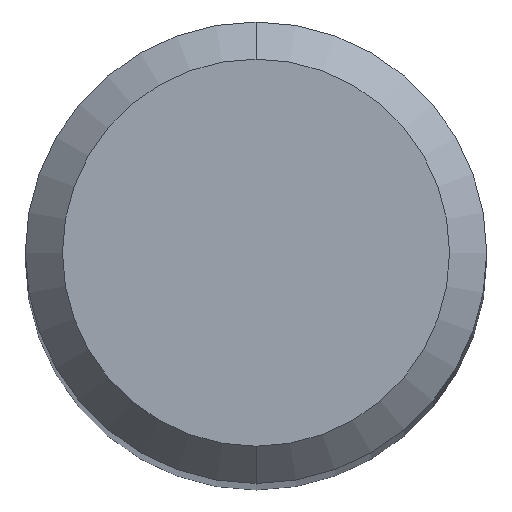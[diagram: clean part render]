
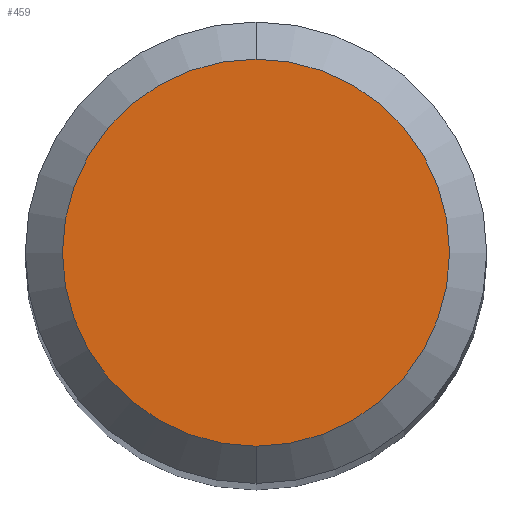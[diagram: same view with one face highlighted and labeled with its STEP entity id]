
A CAD part, top view. The second image highlights one B-rep face of the part: STEP entity #459.
In plain terms, the highlighted planar face has unit normal (0, 0, 1).
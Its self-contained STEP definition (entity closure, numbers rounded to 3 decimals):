
#221=EDGE_CURVE('',#309,#561,#610,.T.);
#309=VERTEX_POINT('',#711);
#441=EDGE_CURVE('',#561,#309,#854,.T.);
#459=ADVANCED_FACE('',(#873),#874,.T.);
#561=VERTEX_POINT('',#985);
#610=CIRCLE('',#1031,2.067);
#711=CARTESIAN_POINT('',(0.0,2.067,0.0));
#854=CIRCLE('',#1472,2.067);
#873=FACE_OUTER_BOUND('',#1495,.T.);
#874=PLANE('',#1496);
#985=CARTESIAN_POINT('',(0.,-2.067,0.0));
#1031=AXIS2_PLACEMENT_3D('',#1791,#1792,#1793);
#1472=AXIS2_PLACEMENT_3D('',#2074,#2075,#2076);
#1495=EDGE_LOOP('',(#2088,#2089));
#1496=AXIS2_PLACEMENT_3D('',#2090,#2091,#2092);
#1791=CARTESIAN_POINT('',(0.0,0.0,0.0));
#1792=DIRECTION('',(0.0,0.0,-1.0));
#1793=DIRECTION('',(0.0,1.0,0.0));
#2074=CARTESIAN_POINT('',(0.0,0.0,0.0));
#2075=DIRECTION('',(0.0,0.0,-1.0));
#2076=DIRECTION('',(0.0,1.0,0.0));
#2088=ORIENTED_EDGE('',*,*,#221,.F.);
#2089=ORIENTED_EDGE('',*,*,#441,.F.);
#2090=CARTESIAN_POINT('',(0.0,1.034,0.0));
#2091=DIRECTION('',(-0.0,0.0,1.0));
#2092=DIRECTION('',(0.0,-1.0,0.0));
